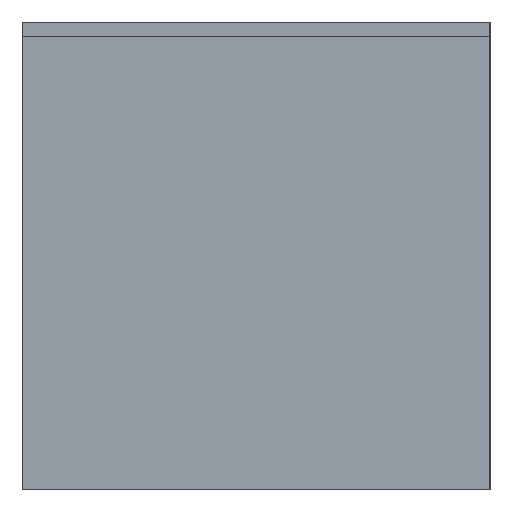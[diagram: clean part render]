
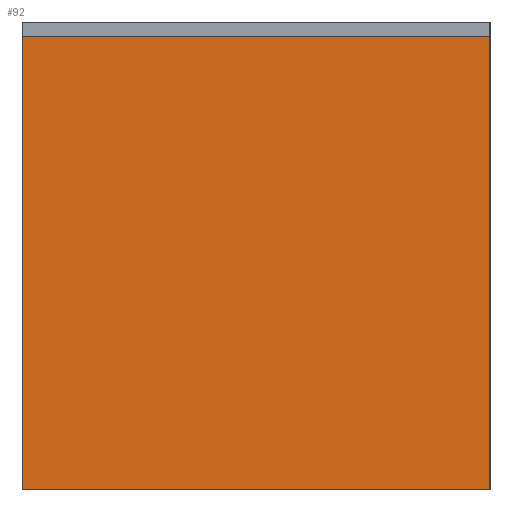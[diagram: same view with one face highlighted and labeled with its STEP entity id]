
A CAD part, left-side view. The second image highlights one B-rep face of the part: STEP entity #92.
In plain terms, the highlighted planar face has unit normal (-1, 0, 0).
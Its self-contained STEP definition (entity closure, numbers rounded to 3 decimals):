
#92=ADVANCED_FACE('',(#230),#1794,.T.);
#230=FACE_OUTER_BOUND('',#368,.T.);
#368=EDGE_LOOP('',(#539,#540,#541,#542));
#539=ORIENTED_EDGE('',*,*,#1065,.F.);
#540=ORIENTED_EDGE('',*,*,#1066,.T.);
#541=ORIENTED_EDGE('',*,*,#1061,.T.);
#542=ORIENTED_EDGE('',*,*,#1070,.F.);
#1061=EDGE_CURVE('',#1607,#1611,#1337,.T.);
#1065=EDGE_CURVE('',#1610,#1614,#1341,.T.);
#1066=EDGE_CURVE('',#1610,#1607,#1342,.T.);
#1070=EDGE_CURVE('',#1614,#1611,#1346,.T.);
#1337=B_SPLINE_CURVE_WITH_KNOTS('',1,(#2279,#2280),.UNSPECIFIED.,.F.,.F.,
(2,2),(0.,582.),.UNSPECIFIED.);
#1341=B_SPLINE_CURVE_WITH_KNOTS('',1,(#2287,#2288),.UNSPECIFIED.,.F.,.F.,
(2,2),(0.,582.),.UNSPECIFIED.);
#1342=B_SPLINE_CURVE_WITH_KNOTS('',1,(#2289,#2290),.UNSPECIFIED.,.F.,.F.,
(2,2),(636.,1236.),.UNSPECIFIED.);
#1346=B_SPLINE_CURVE_WITH_KNOTS('',1,(#2297,#2298),.UNSPECIFIED.,.F.,.F.,
(2,2),(3000.,3600.),.UNSPECIFIED.);
#1607=VERTEX_POINT('',#2267);
#1610=VERTEX_POINT('',#2270);
#1611=VERTEX_POINT('',#2271);
#1614=VERTEX_POINT('',#2274);
#1794=PLANE('',#1952);
#1952=AXIS2_PLACEMENT_3D('',#2266,#2093,$);
#2093=DIRECTION('',(-1.,0.,0.));
#2266=CARTESIAN_POINT('',(0.,600.,0.));
#2267=CARTESIAN_POINT('',(0.,0.,0.));
#2270=CARTESIAN_POINT('',(0.,600.,0.));
#2271=CARTESIAN_POINT('',(0.,0.,582.));
#2274=CARTESIAN_POINT('',(0.,600.,582.));
#2279=CARTESIAN_POINT('',(0.,0.,0.));
#2280=CARTESIAN_POINT('',(0.,0.,582.));
#2287=CARTESIAN_POINT('',(0.,600.,0.));
#2288=CARTESIAN_POINT('',(0.,600.,582.));
#2289=CARTESIAN_POINT('',(0.,600.,0.));
#2290=CARTESIAN_POINT('',(0.,0.,0.));
#2297=CARTESIAN_POINT('',(0.,600.,582.));
#2298=CARTESIAN_POINT('',(0.,0.,582.));
